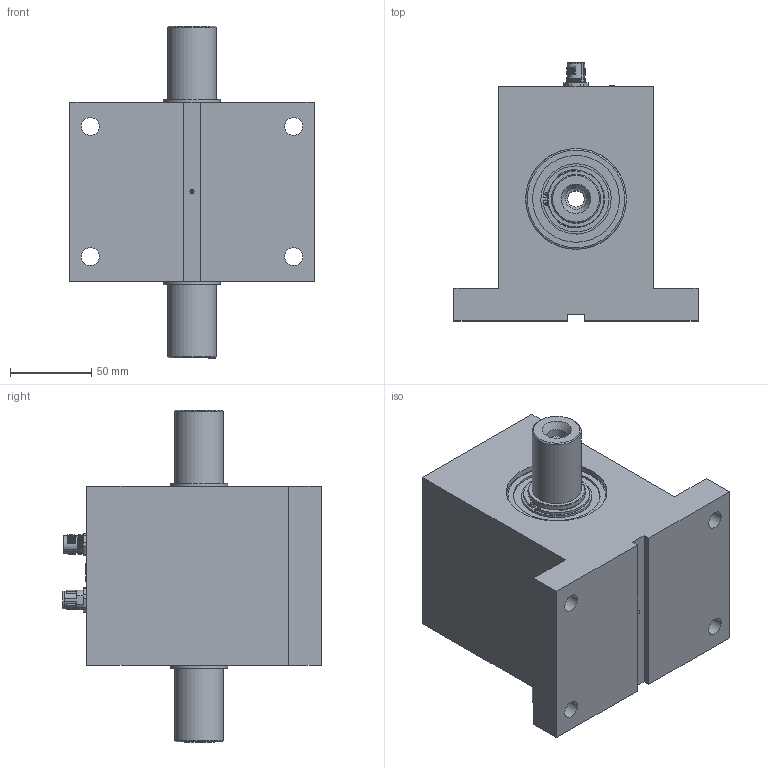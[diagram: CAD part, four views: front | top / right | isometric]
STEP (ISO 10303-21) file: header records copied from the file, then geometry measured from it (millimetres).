
FILE_DESCRIPTION (( 'STEP AP214' ), '1' );
FILE_NAME ('424-112-000-011_EF.STEP', '2023-11-06T09:17:29', ( 'Magtroladmin' ), ( '' ), 'SwSTEP 2.0', 'SolidWorks 2023', '' );
FILE_SCHEMA (( 'AUTOMOTIVE_DESIGN' ));
Length unit declared in the file: millimetre
Products named in the file (1): 424-112-000-011_EF
Bounding box: 150 x 158.8 x 204 mm (x, y, z)
Surface area: 125573.1 mm2 (no closed solid volume)
Topology: 0 solids, 56 shells, 461 faces, 1863 edges, 1428 vertices
Faces by surface type: plane 229, cylinder 137, bspline 46, cone 40, torus 9
Full cylindrical faces by diameter (mm): 0.8 x7, 2 x4, 2.5 x1, 3.302 x3, 5.5 x1, 6 x5, 6.3 x5, 8 x8, 8.4 x1, 10.7 x1, 11 x4, 13 x2, 30 x2, 33 x2, 35 x4, 43.2 x2, 53.3 x2, 54 x1, 62 x1, 79.5 x1, 80 x1
Entity records: 21919 total; most frequent: CARTESIAN_POINT 8396, ORIENTED_EDGE 2410, DIRECTION 2305, EDGE_CURVE 1734, VERTEX_POINT 1408, LINE 879, VECTOR 879, AXIS2_PLACEMENT_3D 713
